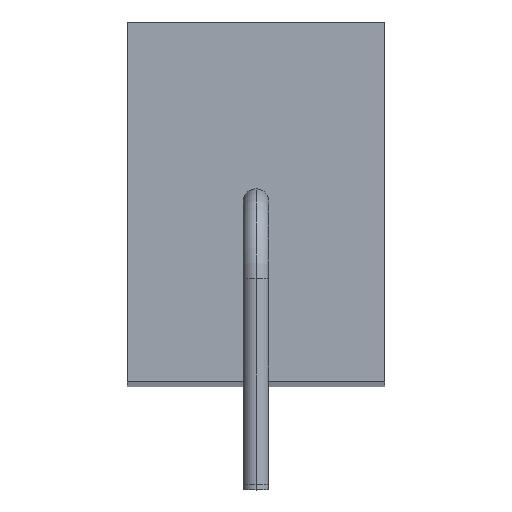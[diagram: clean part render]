
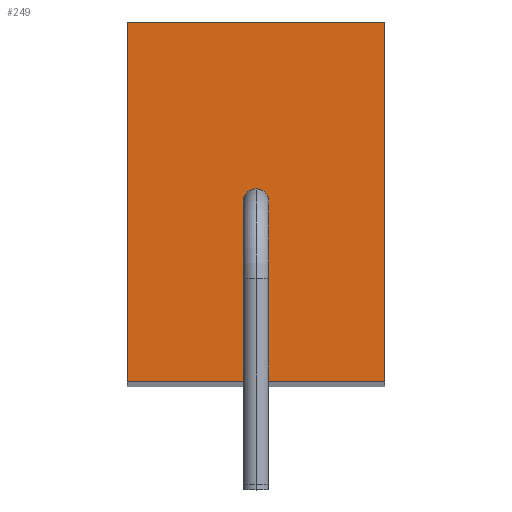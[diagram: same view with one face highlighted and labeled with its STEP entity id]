
A CAD part, top view. The second image highlights one B-rep face of the part: STEP entity #249.
In plain terms, the highlighted planar face has unit normal (0, 0, 1).
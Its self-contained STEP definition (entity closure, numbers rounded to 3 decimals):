
#4 = VERTEX_POINT ( 'NONE', #333 ) ;
#9 = EDGE_CURVE ( 'NONE', #580, #4, #719, .T. ) ;
#27 = VECTOR ( 'NONE', #736, 1000. ) ;
#29 = ORIENTED_EDGE ( 'NONE', *, *, #577, .T. ) ;
#65 = VECTOR ( 'NONE', #674, 1000. ) ;
#70 = CARTESIAN_POINT ( 'NONE',  ( -5., 0., 55. ) ) ;
#95 = DIRECTION ( 'NONE',  ( 1., 0., 0. ) ) ;
#101 = VERTEX_POINT ( 'NONE', #403 ) ;
#102 = CARTESIAN_POINT ( 'NONE',  ( -5., 0., 55. ) ) ;
#121 = EDGE_LOOP ( 'NONE', ( #434, #725, #29, #125 ) ) ;
#125 = ORIENTED_EDGE ( 'NONE', *, *, #474, .T. ) ;
#144 = CARTESIAN_POINT ( 'NONE',  ( -5., 14., 55. ) ) ;
#171 = EDGE_CURVE ( 'NONE', #197, #101, #564, .T. ) ;
#182 = AXIS2_PLACEMENT_3D ( 'NONE', #713, #327, #781 ) ;
#197 = VERTEX_POINT ( 'NONE', #821 ) ;
#218 = CARTESIAN_POINT ( 'NONE',  ( 5., 0., 55. ) ) ;
#249 = ADVANCED_FACE ( 'NONE', ( #702, #532 ), #427, .T. ) ;
#252 = LINE ( 'NONE', #671, #65 ) ;
#259 = EDGE_CURVE ( 'NONE', #101, #197, #624, .T. ) ;
#262 = DIRECTION ( 'NONE',  ( 0., 1., 0. ) ) ;
#265 = DIRECTION ( 'NONE',  ( 0., 0., 1. ) ) ;
#267 = CARTESIAN_POINT ( 'NONE',  ( 0., 7., 55. ) ) ;
#327 = DIRECTION ( 'NONE',  ( 0., 0., 1. ) ) ;
#328 = CARTESIAN_POINT ( 'NONE',  ( 5., 14., 55. ) ) ;
#333 = CARTESIAN_POINT ( 'NONE',  ( 5., 14., 55. ) ) ;
#334 = DIRECTION ( 'NONE',  ( 1., 0., 0. ) ) ;
#359 = VERTEX_POINT ( 'NONE', #70 ) ;
#383 = VERTEX_POINT ( 'NONE', #476 ) ;
#389 = AXIS2_PLACEMENT_3D ( 'NONE', #811, #265, #95 ) ;
#395 = AXIS2_PLACEMENT_3D ( 'NONE', #267, #718, #334 ) ;
#403 = CARTESIAN_POINT ( 'NONE',  ( 0., 7.5, 55. ) ) ;
#427 = PLANE ( 'NONE',  #182 ) ;
#434 = ORIENTED_EDGE ( 'NONE', *, *, #9, .T. ) ;
#462 = EDGE_LOOP ( 'NONE', ( #849, #656 ) ) ;
#474 = EDGE_CURVE ( 'NONE', #359, #580, #514, .T. ) ;
#476 = CARTESIAN_POINT ( 'NONE',  ( -5., 14., 55. ) ) ;
#514 = LINE ( 'NONE', #102, #861 ) ;
#532 = FACE_OUTER_BOUND ( 'NONE', #121, .T. ) ;
#533 = LINE ( 'NONE', #144, #27 ) ;
#552 = VECTOR ( 'NONE', #262, 1000. ) ;
#564 = CIRCLE ( 'NONE', #389, 0.5 ) ;
#577 = EDGE_CURVE ( 'NONE', #383, #359, #533, .T. ) ;
#580 = VERTEX_POINT ( 'NONE', #218 ) ;
#624 = CIRCLE ( 'NONE', #395, 0.5 ) ;
#625 = DIRECTION ( 'NONE',  ( 1., 0., 0. ) ) ;
#656 = ORIENTED_EDGE ( 'NONE', *, *, #171, .F. ) ;
#671 = CARTESIAN_POINT ( 'NONE',  ( -5., 14., 55. ) ) ;
#674 = DIRECTION ( 'NONE',  ( -1., 0., 0. ) ) ;
#702 = FACE_BOUND ( 'NONE', #462, .T. ) ;
#713 = CARTESIAN_POINT ( 'NONE',  ( 0., 0., 55. ) ) ;
#718 = DIRECTION ( 'NONE',  ( 0., 0., 1. ) ) ;
#719 = LINE ( 'NONE', #328, #552 ) ;
#725 = ORIENTED_EDGE ( 'NONE', *, *, #801, .T. ) ;
#736 = DIRECTION ( 'NONE',  ( 0., -1., 0. ) ) ;
#781 = DIRECTION ( 'NONE',  ( 1., 0., 0. ) ) ;
#801 = EDGE_CURVE ( 'NONE', #4, #383, #252, .T. ) ;
#811 = CARTESIAN_POINT ( 'NONE',  ( 0., 7., 55. ) ) ;
#821 = CARTESIAN_POINT ( 'NONE',  ( 0., 6.5, 55. ) ) ;
#849 = ORIENTED_EDGE ( 'NONE', *, *, #259, .F. ) ;
#861 = VECTOR ( 'NONE', #625, 1000. ) ;
